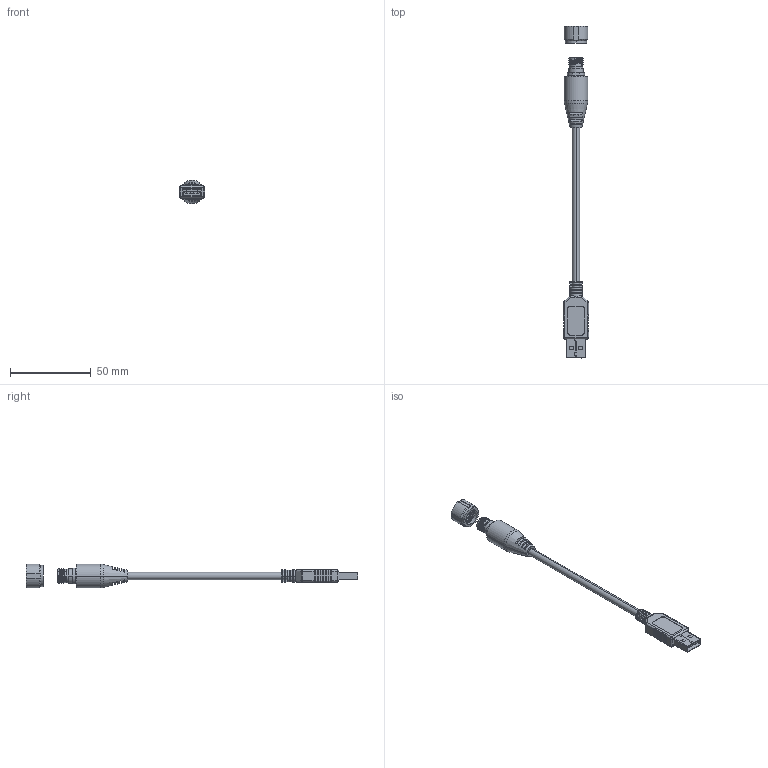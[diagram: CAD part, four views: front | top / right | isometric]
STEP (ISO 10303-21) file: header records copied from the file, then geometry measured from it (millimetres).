
FILE_DESCRIPTION (( 'STEP AP214' ), '1' );
FILE_NAME ('USB228-MFZ_3D.STEP', '2020-08-10T17:31:03', ( '' ), ( '' ), 'SwSTEP 2.0', 'SolidWorks 2018', '' );
FILE_SCHEMA (( 'AUTOMOTIVE_DESIGN' ));
Length unit declared in the file: inch
Products named in the file (13): 3AB06-025_WITHOUT LOGO; 1AA05-003-MA3; USB228_Cap; 1AA05-003-MA2_CRIMPED; USB228_Overmold; USB228_jack; 1AA05-003-MA4; 1AA05-003_CRIMPED; 1AA05-003-MA1; MTN-151_WITHOUT LOGO; USB228_cable; USB228-MFZ_3D; 1AA05-003-MA5
Assembly tree (15 placements, depth 4):
  USB228-MFZ_3D
    USB228_cable
    3AB06-025_WITHOUT LOGO
      1AA05-003_CRIMPED
        1AA05-003-MA1
        1AA05-003-MA2_CRIMPED
        1AA05-003-MA3
        1AA05-003-MA4  x4
        1AA05-003-MA5
      MTN-151_WITHOUT LOGO
    USB228_jack
    USB228_Overmold
    USB228_Cap
Bounding box: 15.7 x 206.17 x 14.61 mm (x, y, z)
Volume: 11080.4 mm3; surface area: 11440.4 mm2
Topology: 13 solids, 14 shells, 817 faces, 2148 edges, 1375 vertices
Faces by surface type: plane 480, cylinder 244, bspline 38, cone 29, sphere 22, torus 4
Entity records: 29180 total; most frequent: CARTESIAN_POINT 9445, ORIENTED_EDGE 4060, DIRECTION 3866, EDGE_CURVE 2030, VECTOR 1326, LINE 1326, VERTEX_POINT 1315, AXIS2_PLACEMENT_3D 1270
